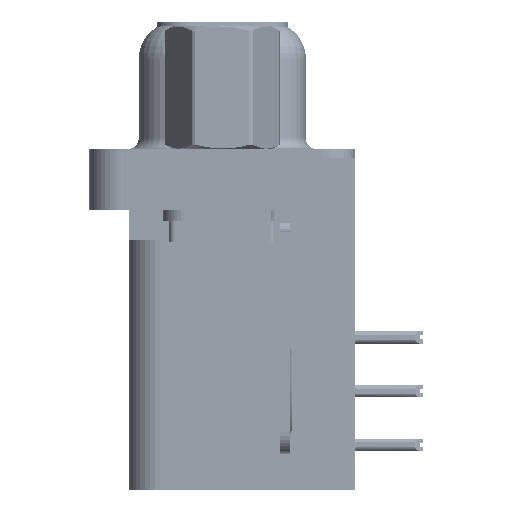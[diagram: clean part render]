
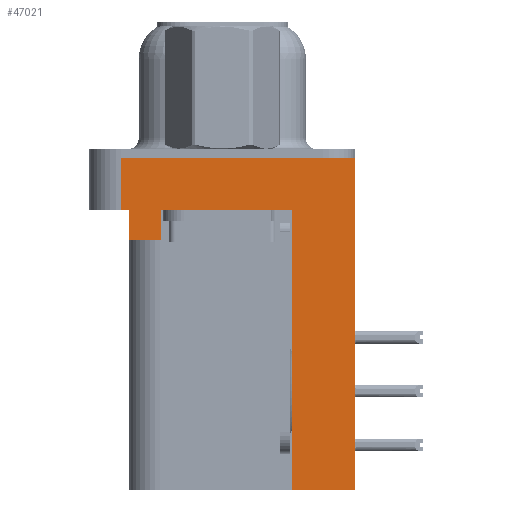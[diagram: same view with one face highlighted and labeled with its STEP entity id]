
A CAD part, left-side view. The second image highlights one B-rep face of the part: STEP entity #47021.
In plain terms, the highlighted planar face has unit normal (-1, 0, 0).
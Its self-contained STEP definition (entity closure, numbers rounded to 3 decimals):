
#506 = ORIENTED_EDGE ( 'NONE', *, *, #37014, .T. ) ;
#759 = CARTESIAN_POINT ( 'NONE',  ( -2.91, 4.775, -2.5 ) ) ;
#839 = CARTESIAN_POINT ( 'NONE',  ( -2.91, 4.775, -2.5 ) ) ;
#1266 = VECTOR ( 'NONE', #6782, 1000. ) ;
#1750 = VECTOR ( 'NONE', #32859, 1000. ) ;
#2403 = CARTESIAN_POINT ( 'NONE',  ( -2.91, 2.895, -3.9 ) ) ;
#2660 = EDGE_CURVE ( 'NONE', #43398, #31232, #22423, .T. ) ;
#2862 = EDGE_CURVE ( 'NONE', #26857, #9130, #27447, .T. ) ;
#3388 = DIRECTION ( 'NONE',  ( 0., 0., 1. ) ) ;
#5266 = LINE ( 'NONE', #22306, #52396 ) ;
#5775 = CARTESIAN_POINT ( 'NONE',  ( -2.91, 4.425, -2.5 ) ) ;
#5940 = AXIS2_PLACEMENT_3D ( 'NONE', #54345, #27002, #58916 ) ;
#6705 = DIRECTION ( 'NONE',  ( 0., -1., 0. ) ) ;
#6782 = DIRECTION ( 'NONE',  ( 0., -1., 0. ) ) ;
#6914 = CARTESIAN_POINT ( 'NONE',  ( -2.91, 2.895, -3.9 ) ) ;
#7715 = VECTOR ( 'NONE', #25210, 1000. ) ;
#9096 = ORIENTED_EDGE ( 'NONE', *, *, #2660, .F. ) ;
#9130 = VERTEX_POINT ( 'NONE', #34729 ) ;
#10295 = VECTOR ( 'NONE', #43974, 1000. ) ;
#10602 = EDGE_CURVE ( 'NONE', #33519, #44296, #37961, .T. ) ;
#12575 = VERTEX_POINT ( 'NONE', #57630 ) ;
#12848 = LINE ( 'NONE', #56998, #35750 ) ;
#13078 = DIRECTION ( 'NONE',  ( 0., 0., 1. ) ) ;
#13882 = ORIENTED_EDGE ( 'NONE', *, *, #10602, .F. ) ;
#14093 = CARTESIAN_POINT ( 'NONE',  ( -2.91, -6.275, 0. ) ) ;
#14334 = VECTOR ( 'NONE', #53076, 1000. ) ;
#16108 = LINE ( 'NONE', #48850, #23993 ) ;
#16347 = EDGE_LOOP ( 'NONE', ( #21653, #26134, #16926, #13882, #23102, #506, #17608, #54482, #9096, #18220 ) ) ;
#16926 = ORIENTED_EDGE ( 'NONE', *, *, #24416, .T. ) ;
#17608 = ORIENTED_EDGE ( 'NONE', *, *, #45043, .T. ) ;
#17650 = CARTESIAN_POINT ( 'NONE',  ( -2.91, 4.425, -3.9 ) ) ;
#18220 = ORIENTED_EDGE ( 'NONE', *, *, #34559, .T. ) ;
#21112 = CARTESIAN_POINT ( 'NONE',  ( -2.91, -6.275, -2.5 ) ) ;
#21653 = ORIENTED_EDGE ( 'NONE', *, *, #39989, .F. ) ;
#21991 = PLANE ( 'NONE',  #5940 ) ;
#22306 = CARTESIAN_POINT ( 'NONE',  ( -2.91, 4.425, -3.9 ) ) ;
#22423 = LINE ( 'NONE', #46982, #10295 ) ;
#23102 = ORIENTED_EDGE ( 'NONE', *, *, #32085, .F. ) ;
#23993 = VECTOR ( 'NONE', #3388, 1000. ) ;
#24416 = EDGE_CURVE ( 'NONE', #26857, #44296, #12848, .T. ) ;
#25210 = DIRECTION ( 'NONE',  ( 0., 0., 1. ) ) ;
#26134 = ORIENTED_EDGE ( 'NONE', *, *, #2862, .F. ) ;
#26857 = VERTEX_POINT ( 'NONE', #839 ) ;
#27002 = DIRECTION ( 'NONE',  ( -1., 0., 0. ) ) ;
#27095 = VERTEX_POINT ( 'NONE', #2403 ) ;
#27447 = LINE ( 'NONE', #759, #1750 ) ;
#29041 = CARTESIAN_POINT ( 'NONE',  ( -2.91, -6.275, -15.7 ) ) ;
#29536 = CARTESIAN_POINT ( 'NONE',  ( -2.91, -6.275, 0. ) ) ;
#29875 = EDGE_CURVE ( 'NONE', #31232, #12575, #16108, .T. ) ;
#31232 = VERTEX_POINT ( 'NONE', #40892 ) ;
#31546 = DIRECTION ( 'NONE',  ( 0., 1., 0. ) ) ;
#32085 = EDGE_CURVE ( 'NONE', #27095, #33519, #5266, .T. ) ;
#32859 = DIRECTION ( 'NONE',  ( 0., 0., 1. ) ) ;
#33519 = VERTEX_POINT ( 'NONE', #42728 ) ;
#33687 = VERTEX_POINT ( 'NONE', #49115 ) ;
#34559 = EDGE_CURVE ( 'NONE', #43398, #44215, #36524, .T. ) ;
#34729 = CARTESIAN_POINT ( 'NONE',  ( -2.91, 4.775, 0. ) ) ;
#35090 = VECTOR ( 'NONE', #45130, 1000. ) ;
#35750 = VECTOR ( 'NONE', #6705, 1000. ) ;
#36517 = VECTOR ( 'NONE', #13078, 1000. ) ;
#36524 = LINE ( 'NONE', #40561, #35090 ) ;
#37014 = EDGE_CURVE ( 'NONE', #27095, #33687, #44123, .T. ) ;
#37961 = LINE ( 'NONE', #17650, #36517 ) ;
#39989 = EDGE_CURVE ( 'NONE', #9130, #44215, #49791, .T. ) ;
#40561 = CARTESIAN_POINT ( 'NONE',  ( -2.91, -6.275, -2.5 ) ) ;
#40892 = CARTESIAN_POINT ( 'NONE',  ( -2.91, -3.295, -15.7 ) ) ;
#42728 = CARTESIAN_POINT ( 'NONE',  ( -2.91, 4.425, -3.9 ) ) ;
#43398 = VERTEX_POINT ( 'NONE', #29041 ) ;
#43974 = DIRECTION ( 'NONE',  ( 0., 1., 0. ) ) ;
#44123 = LINE ( 'NONE', #6914, #7715 ) ;
#44172 = FACE_OUTER_BOUND ( 'NONE', #16347, .T. ) ;
#44215 = VERTEX_POINT ( 'NONE', #14093 ) ;
#44296 = VERTEX_POINT ( 'NONE', #5775 ) ;
#45043 = EDGE_CURVE ( 'NONE', #33687, #12575, #52277, .T. ) ;
#45130 = DIRECTION ( 'NONE',  ( 0., 0., 1. ) ) ;
#46982 = CARTESIAN_POINT ( 'NONE',  ( -2.91, -3.295, -15.7 ) ) ;
#47021 = ADVANCED_FACE ( 'NONE', ( #44172 ), #21991, .T. ) ;
#48850 = CARTESIAN_POINT ( 'NONE',  ( -2.91, -3.295, -15.7 ) ) ;
#49115 = CARTESIAN_POINT ( 'NONE',  ( -2.91, 2.895, -2.5 ) ) ;
#49791 = LINE ( 'NONE', #29536, #1266 ) ;
#52277 = LINE ( 'NONE', #21112, #14334 ) ;
#52396 = VECTOR ( 'NONE', #31546, 1000. ) ;
#53076 = DIRECTION ( 'NONE',  ( 0., -1., 0. ) ) ;
#54345 = CARTESIAN_POINT ( 'NONE',  ( -2.91, -6.275, -2.5 ) ) ;
#54482 = ORIENTED_EDGE ( 'NONE', *, *, #29875, .F. ) ;
#56998 = CARTESIAN_POINT ( 'NONE',  ( -2.91, -6.275, -2.5 ) ) ;
#57630 = CARTESIAN_POINT ( 'NONE',  ( -2.91, -3.295, -2.5 ) ) ;
#58916 = DIRECTION ( 'NONE',  ( 0., 0., 1. ) ) ;
